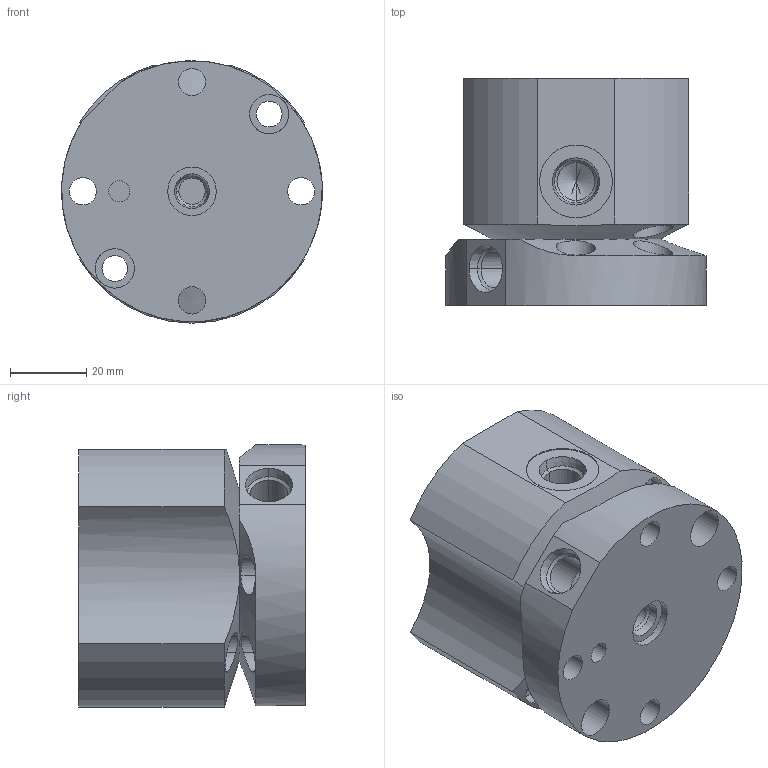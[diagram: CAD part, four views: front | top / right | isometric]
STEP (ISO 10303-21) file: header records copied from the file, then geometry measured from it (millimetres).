
FILE_DESCRIPTION((''),'2;1');
FILE_NAME('ILC32124100','2012-07-02T',('jdw'),(''),'PRO/ENGINEER BY PARAMETRIC TECHNOLOGY CORPORATION, 2007460','PRO/ENGINEER BY PARAMETRIC TECHNOLOGY CORPORATION, 2007460','');
FILE_SCHEMA(('AUTOMOTIVE_DESIGN_CC2 { 1 2 10303 214 -1 1 5 2 }'));
Length unit declared in the file: inch
Products named in the file (1): ILC32124100
Bounding box: 68.33 x 59.36 x 68.71 mm (x, y, z)
Volume: 171174.8 mm3; surface area: 29047.6 mm2
Topology: 1 solids, 1 shells, 99 faces, 229 edges, 142 vertices
Faces by surface type: cylinder 56, cone 23, plane 20
Entity records: 3225 total; most frequent: CARTESIAN_POINT 789, DIRECTION 511, ORIENTED_EDGE 450, EDGE_CURVE 225, AXIS2_PLACEMENT_3D 214, VERTEX_POINT 142, EDGE_LOOP 129, CIRCLE 115
